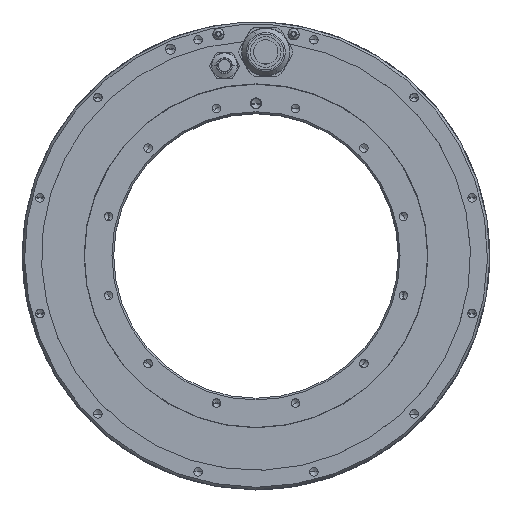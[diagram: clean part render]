
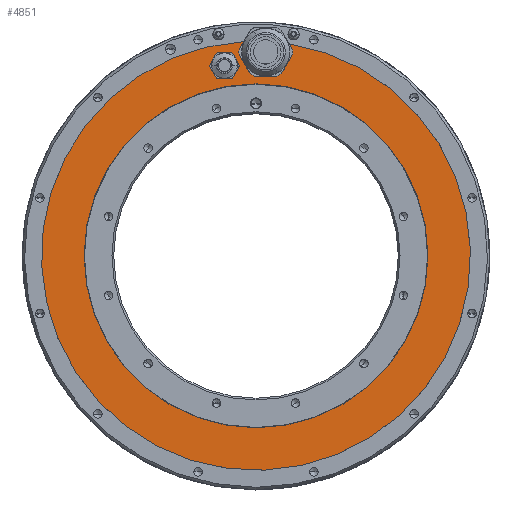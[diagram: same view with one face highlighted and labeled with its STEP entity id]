
A CAD part, top view. The second image highlights one B-rep face of the part: STEP entity #4851.
In plain terms, the highlighted planar face has unit normal (0, 0, 1).
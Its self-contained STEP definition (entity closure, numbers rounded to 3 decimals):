
#49=DIRECTION('',(0.5,-0.866,0.));
#50=VECTOR('',#49,3.137);
#51=CARTESIAN_POINT('',(-10.655,98.108,-0.15));
#52=LINE('',#51,#50);
#53=CARTESIAN_POINT('',(-15.5,93.5,-0.15));
#54=DIRECTION('',(0.,0.,1.));
#55=DIRECTION('',(0.725,0.689,0.));
#56=AXIS2_PLACEMENT_3D('',#53,#54,#55);
#58=DIRECTION('',(-1.,0.,0.));
#59=VECTOR('',#58,3.137);
#60=CARTESIAN_POINT('',(-13.931,100.,-0.15));
#61=LINE('',#60,#59);
#62=CARTESIAN_POINT('',(-15.5,93.5,-0.15));
#63=DIRECTION('',(0.,0.,1.));
#64=DIRECTION('',(-0.235,0.972,0.));
#65=AXIS2_PLACEMENT_3D('',#62,#63,#64);
#67=DIRECTION('',(0.5,0.866,0.));
#68=VECTOR('',#67,3.137);
#69=CARTESIAN_POINT('',(-21.913,95.392,-0.15));
#70=LINE('',#69,#68);
#71=CARTESIAN_POINT('',(-15.5,93.5,-0.15));
#72=DIRECTION('',(0.,0.,1.));
#73=DIRECTION('',(-0.959,0.283,0.));
#74=AXIS2_PLACEMENT_3D('',#71,#72,#73);
#76=DIRECTION('',(-0.5,0.866,0.));
#77=VECTOR('',#76,3.137);
#78=CARTESIAN_POINT('',(-20.345,88.892,-0.15));
#79=LINE('',#78,#77);
#80=CARTESIAN_POINT('',(-15.5,93.5,-0.15));
#81=DIRECTION('',(0.,0.,1.));
#82=DIRECTION('',(-0.725,-0.689,0.));
#83=AXIS2_PLACEMENT_3D('',#80,#81,#82);
#85=DIRECTION('',(1.,0.,0.));
#86=VECTOR('',#85,3.137);
#87=CARTESIAN_POINT('',(-17.069,87.,-0.15));
#88=LINE('',#87,#86);
#89=CARTESIAN_POINT('',(-15.5,93.5,-0.15));
#90=DIRECTION('',(0.,0.,1.));
#91=DIRECTION('',(0.235,-0.972,0.));
#92=AXIS2_PLACEMENT_3D('',#89,#90,#91);
#94=DIRECTION('',(-0.5,-0.866,0.));
#95=VECTOR('',#94,3.137);
#96=CARTESIAN_POINT('',(-9.087,91.608,-0.15));
#97=LINE('',#96,#95);
#98=CARTESIAN_POINT('',(-15.5,93.5,-0.15));
#99=DIRECTION('',(0.,0.,1.));
#100=DIRECTION('',(0.959,-0.283,0.));
#101=AXIS2_PLACEMENT_3D('',#98,#99,#100);
#103=CARTESIAN_POINT('',(4.8,100.2,-0.15));
#104=DIRECTION('',(0.,0.,1.));
#105=DIRECTION('',(-0.766,-0.643,0.));
#106=AXIS2_PLACEMENT_3D('',#103,#104,#105);
#108=DIRECTION('',(-1.,0.,0.));
#109=VECTOR('',#108,4.249);
#110=CARTESIAN_POINT('',(6.924,88.2,-0.15));
#111=LINE('',#110,#109);
#112=CARTESIAN_POINT('',(4.8,100.2,-0.15));
#113=DIRECTION('',(0.,0.,1.));
#114=DIRECTION('',(0.174,-0.985,0.));
#115=AXIS2_PLACEMENT_3D('',#112,#113,#114);
#117=DIRECTION('',(-0.5,-0.866,0.));
#118=VECTOR('',#117,4.249);
#119=CARTESIAN_POINT('',(16.254,96.04,-0.15));
#120=LINE('',#119,#118);
#121=CARTESIAN_POINT('',(4.8,100.2,-0.15));
#122=DIRECTION('',(0.,0.,1.));
#123=DIRECTION('',(0.94,-0.341,0.));
#124=AXIS2_PLACEMENT_3D('',#121,#122,#123);
#126=DIRECTION('',(-0.5,-0.866,0.));
#127=VECTOR('',#126,1.112);
#128=CARTESIAN_POINT('',(-6.098,105.324,
-0.15));
#129=LINE('',#128,#127);
#130=CARTESIAN_POINT('',(4.8,100.2,-0.15));
#131=DIRECTION('',(0.,0.,1.));
#132=DIRECTION('',(-0.94,0.341,0.));
#133=AXIS2_PLACEMENT_3D('',#130,#131,#132);
#135=DIRECTION('',(0.5,-0.866,0.));
#136=VECTOR('',#135,4.249);
#137=CARTESIAN_POINT('',(-6.654,96.04,
-0.15));
#138=LINE('',#137,#136);
#148=CARTESIAN_POINT('',(0.,0.,-0.15));
#149=DIRECTION('',(0.,0.,1.));
#150=DIRECTION('',(-1.,0.,0.));
#151=AXIS2_PLACEMENT_3D('',#148,#149,#150);
#1549=CARTESIAN_POINT('',(0.,0.,-0.15));
#1550=DIRECTION('',(0.,0.,1.));
#1551=DIRECTION('',(-0.058,0.998,0.));
#1552=AXIS2_PLACEMENT_3D('',#1549,#1550,#1551);
#3150=CARTESIAN_POINT('',(0.,0.,-0.15));
#3151=DIRECTION('',(0.,0.,1.));
#3152=DIRECTION('',(1.,0.,0.));
#3153=AXIS2_PLACEMENT_3D('',#3150,#3151,#3152);
#4238=CARTESIAN_POINT('',(-84.585,0.,-0.15));
#4239=CARTESIAN_POINT('',(84.585,0.,-0.15));
#4240=VERTEX_POINT('',#4238);
#4241=VERTEX_POINT('',#4239);
#4410=CARTESIAN_POINT('',(-10.655,98.108,
-0.15));
#4411=CARTESIAN_POINT('',(-9.087,95.392,
-0.15));
#4412=VERTEX_POINT('',#4410);
#4413=VERTEX_POINT('',#4411);
#4414=CARTESIAN_POINT('',(-13.931,100.,-0.15));
#4415=VERTEX_POINT('',#4414);
#4416=CARTESIAN_POINT('',(-17.069,100.,-0.15));
#4417=VERTEX_POINT('',#4416);
#4418=CARTESIAN_POINT('',(-20.345,98.108,
-0.15));
#4419=VERTEX_POINT('',#4418);
#4420=CARTESIAN_POINT('',(-21.913,95.392,
-0.15));
#4421=VERTEX_POINT('',#4420);
#4422=CARTESIAN_POINT('',(-21.913,91.608,
-0.15));
#4423=VERTEX_POINT('',#4422);
#4424=CARTESIAN_POINT('',(-20.345,88.892,
-0.15));
#4425=VERTEX_POINT('',#4424);
#4426=CARTESIAN_POINT('',(-17.069,87.,-0.15));
#4427=VERTEX_POINT('',#4426);
#4428=CARTESIAN_POINT('',(-13.931,87.,-0.15));
#4429=VERTEX_POINT('',#4428);
#4430=CARTESIAN_POINT('',(-10.655,88.892,
-0.15));
#4431=VERTEX_POINT('',#4430);
#4432=CARTESIAN_POINT('',(-9.087,91.608,
-0.15));
#4433=VERTEX_POINT('',#4432);
#4602=CARTESIAN_POINT('',(-4.53,92.36,
-0.15));
#4603=CARTESIAN_POINT('',(2.676,88.2,-0.15));
#4604=VERTEX_POINT('',#4602);
#4605=VERTEX_POINT('',#4603);
#4606=CARTESIAN_POINT('',(-6.654,96.04,
-0.15));
#4607=VERTEX_POINT('',#4606);
#4608=CARTESIAN_POINT('',(-6.654,104.36,
-0.15));
#4609=VERTEX_POINT('',#4608);
#4610=CARTESIAN_POINT('',(-6.098,105.324,
-0.15));
#4611=VERTEX_POINT('',#4610);
#4612=CARTESIAN_POINT('',(16.254,96.04,
-0.15));
#4613=CARTESIAN_POINT('',(16.3,104.234,
-0.15));
#4614=VERTEX_POINT('',#4612);
#4615=VERTEX_POINT('',#4613);
#4616=CARTESIAN_POINT('',(14.13,92.36,
-0.15));
#4617=VERTEX_POINT('',#4616);
#4618=CARTESIAN_POINT('',(6.924,88.2,-0.15));
#4619=VERTEX_POINT('',#4618);
#4795=CARTESIAN_POINT('',(0.,0.,-0.15));
#4796=DIRECTION('',(0.,0.,1.));
#4797=DIRECTION('',(1.,0.,0.));
#4798=AXIS2_PLACEMENT_3D('',#4795,#4796,#4797);
#4799=PLANE('',#4798);
#4801=ORIENTED_EDGE('',*,*,#4800,.T.);
#4803=ORIENTED_EDGE('',*,*,#4802,.F.);
#4805=ORIENTED_EDGE('',*,*,#4804,.T.);
#4807=ORIENTED_EDGE('',*,*,#4806,.F.);
#4809=ORIENTED_EDGE('',*,*,#4808,.T.);
#4811=ORIENTED_EDGE('',*,*,#4810,.F.);
#4813=ORIENTED_EDGE('',*,*,#4812,.T.);
#4815=ORIENTED_EDGE('',*,*,#4814,.T.);
#4817=ORIENTED_EDGE('',*,*,#4816,.T.);
#4818=EDGE_LOOP('',(#4801,#4803,#4805,#4807,#4809,#4811,#4813,#4815,#4817));
#4819=FACE_OUTER_BOUND('',#4818,.F.);
#4821=ORIENTED_EDGE('',*,*,#4820,.F.);
#4823=ORIENTED_EDGE('',*,*,#4822,.T.);
#4825=ORIENTED_EDGE('',*,*,#4824,.T.);
#4827=ORIENTED_EDGE('',*,*,#4826,.T.);
#4829=ORIENTED_EDGE('',*,*,#4828,.F.);
#4830=ORIENTED_EDGE('',*,*,#4777,.T.);
#4832=ORIENTED_EDGE('',*,*,#4831,.F.);
#4834=ORIENTED_EDGE('',*,*,#4833,.T.);
#4836=ORIENTED_EDGE('',*,*,#4835,.T.);
#4838=ORIENTED_EDGE('',*,*,#4837,.T.);
#4840=ORIENTED_EDGE('',*,*,#4839,.F.);
#4842=ORIENTED_EDGE('',*,*,#4841,.T.);
#4843=EDGE_LOOP('',(#4821,#4823,#4825,#4827,#4829,#4830,#4832,#4834,#4836,#4838,
#4840,#4842));
#4844=FACE_BOUND('',#4843,.F.);
#4846=ORIENTED_EDGE('',*,*,#4845,.T.);
#4848=ORIENTED_EDGE('',*,*,#4847,.T.);
#4849=EDGE_LOOP('',(#4846,#4848));
#4850=FACE_BOUND('',#4849,.F.);
#4851=ADVANCED_FACE('',(#4819,#4844,#4850),#4799,.T.);
#57=CIRCLE('',#56,6.687);
#66=CIRCLE('',#65,6.687);
#75=CIRCLE('',#74,6.687);
#84=CIRCLE('',#83,6.687);
#93=CIRCLE('',#92,6.687);
#102=CIRCLE('',#101,6.687);
#107=CIRCLE('',#106,12.187);
#116=CIRCLE('',#115,12.187);
#125=CIRCLE('',#124,12.187);
#134=CIRCLE('',#133,12.187);
#152=CIRCLE('',#151,84.585);
#1553=CIRCLE('',#1552,105.5);
#3154=CIRCLE('',#3153,84.585);
#4777=EDGE_CURVE('',#4421,#4423,#75,.T.);
#4800=EDGE_CURVE('',#4604,#4605,#107,.T.);
#4802=EDGE_CURVE('',#4619,#4605,#111,.T.);
#4804=EDGE_CURVE('',#4619,#4617,#116,.T.);
#4806=EDGE_CURVE('',#4614,#4617,#120,.T.);
#4808=EDGE_CURVE('',#4614,#4615,#125,.T.);
#4810=EDGE_CURVE('',#4611,#4615,#1553,.T.);
#4812=EDGE_CURVE('',#4611,#4609,#129,.T.);
#4814=EDGE_CURVE('',#4609,#4607,#134,.T.);
#4816=EDGE_CURVE('',#4607,#4604,#138,.T.);
#4820=EDGE_CURVE('',#4412,#4413,#52,.T.);
#4822=EDGE_CURVE('',#4412,#4415,#57,.T.);
#4824=EDGE_CURVE('',#4415,#4417,#61,.T.);
#4826=EDGE_CURVE('',#4417,#4419,#66,.T.);
#4828=EDGE_CURVE('',#4421,#4419,#70,.T.);
#4831=EDGE_CURVE('',#4425,#4423,#79,.T.);
#4833=EDGE_CURVE('',#4425,#4427,#84,.T.);
#4835=EDGE_CURVE('',#4427,#4429,#88,.T.);
#4837=EDGE_CURVE('',#4429,#4431,#93,.T.);
#4839=EDGE_CURVE('',#4433,#4431,#97,.T.);
#4841=EDGE_CURVE('',#4433,#4413,#102,.T.);
#4845=EDGE_CURVE('',#4240,#4241,#152,.T.);
#4847=EDGE_CURVE('',#4241,#4240,#3154,.T.);
